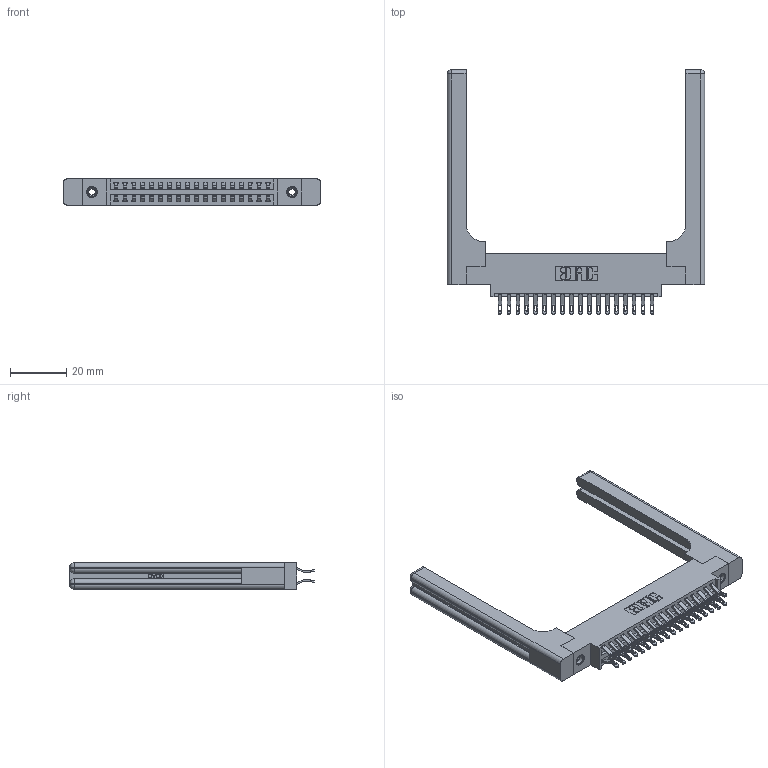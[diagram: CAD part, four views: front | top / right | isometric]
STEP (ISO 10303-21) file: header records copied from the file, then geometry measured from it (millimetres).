
FILE_DESCRIPTION (( 'STEP AP203' ), '1' );
FILE_NAME ('346-036-555-858.STEP', '2022-05-19T22:03:12', ( '' ), ( '' ), 'SwSTEP 2.0', 'SolidWorks 2020', '' );
FILE_SCHEMA (( 'CONFIG_CONTROL_DESIGN' ));
Length unit declared in the file: inch
Products named in the file (5): 345-292-001_555 Tail; 346-036-555-858; 346 Part_0.170 Offset - 0.156 Dia-TH; 346-220-058_345-220-058; 345-250-001_345-250-001-102
Assembly tree (41 placements, depth 2):
  346-036-555-858
    346 Part_0.170 Offset - 0.156 Dia-TH
    345-292-001_555 Tail  x36
    345-250-001_345-250-001-102  x2
    346-220-058_345-220-058  x2
Bounding box: 91.21 x 86.74 x 9.4 mm (x, y, z)
Volume: 16133.8 mm3; surface area: 17057.6 mm2
Topology: 41 solids, 41 shells, 2484 faces, 7631 edges, 5066 vertices
Faces by surface type: plane 1430, cylinder 994, bspline 36, cone 12, sphere 8, torus 4
Entity records: 21034 total; most frequent: CARTESIAN_POINT 4549, ORIENTED_EDGE 3248, DIRECTION 2960, EDGE_CURVE 1624, VECTOR 1308, LINE 1308, VERTEX_POINT 1074, AXIS2_PLACEMENT_3D 826
